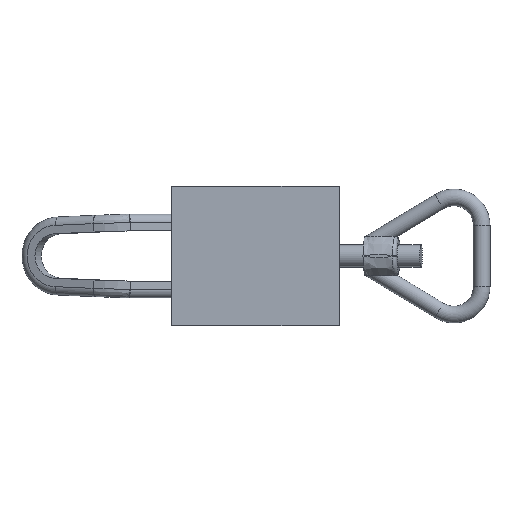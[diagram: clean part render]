
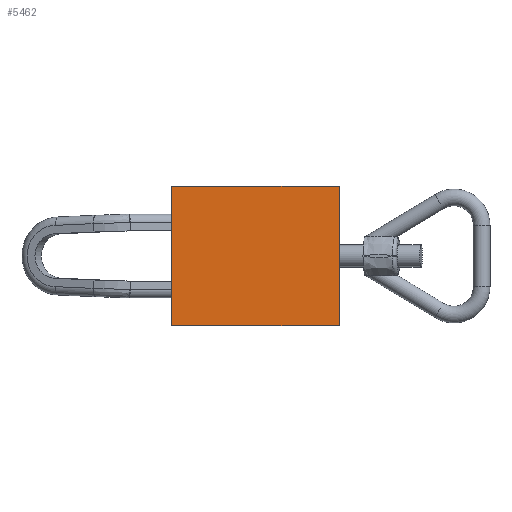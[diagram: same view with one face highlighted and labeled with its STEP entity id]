
A CAD part, front view. The second image highlights one B-rep face of the part: STEP entity #5462.
In plain terms, the highlighted planar face has unit normal (0, -1, 0).
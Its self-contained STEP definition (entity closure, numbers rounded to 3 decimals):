
#68 = VECTOR ( 'NONE', #1802, 1000. ) ;
#136 = PLANE ( 'NONE',  #4526 ) ;
#220 = DIRECTION ( 'NONE',  ( 0., 0., -1. ) ) ;
#260 = VECTOR ( 'NONE', #220, 1000. ) ;
#478 = EDGE_LOOP ( 'NONE', ( #3299, #2600, #3786, #4335 ) ) ;
#816 = CARTESIAN_POINT ( 'NONE',  ( 0., 0., 0. ) ) ;
#883 = FACE_OUTER_BOUND ( 'NONE', #478, .T. ) ;
#891 = CARTESIAN_POINT ( 'NONE',  ( 0., 0., 0. ) ) ;
#1193 = CARTESIAN_POINT ( 'NONE',  ( 0., 0., -50. ) ) ;
#1461 = DIRECTION ( 'NONE',  ( 0., 1., 0. ) ) ;
#1802 = DIRECTION ( 'NONE',  ( 0., 0., 1. ) ) ;
#1858 = DIRECTION ( 'NONE',  ( -1., 0., 0. ) ) ;
#2026 = LINE ( 'NONE', #3796, #68 ) ;
#2067 = DIRECTION ( 'NONE',  ( 1., 0., 0. ) ) ;
#2226 = LINE ( 'NONE', #891, #260 ) ;
#2360 = CARTESIAN_POINT ( 'NONE',  ( -60., 0., -50. ) ) ;
#2600 = ORIENTED_EDGE ( 'NONE', *, *, #5036, .F. ) ;
#2658 = VERTEX_POINT ( 'NONE', #3556 ) ;
#3072 = VERTEX_POINT ( 'NONE', #2360 ) ;
#3183 = LINE ( 'NONE', #1193, #6451 ) ;
#3299 = ORIENTED_EDGE ( 'NONE', *, *, #5516, .F. ) ;
#3406 = CARTESIAN_POINT ( 'NONE',  ( 0., 0., 0. ) ) ;
#3556 = CARTESIAN_POINT ( 'NONE',  ( 0., 0., -50. ) ) ;
#3676 = CARTESIAN_POINT ( 'NONE',  ( 0., 0., 0. ) ) ;
#3786 = ORIENTED_EDGE ( 'NONE', *, *, #5260, .F. ) ;
#3796 = CARTESIAN_POINT ( 'NONE',  ( -60., 0., 0. ) ) ;
#4335 = ORIENTED_EDGE ( 'NONE', *, *, #5288, .F. ) ;
#4410 = VERTEX_POINT ( 'NONE', #5566 ) ;
#4526 = AXIS2_PLACEMENT_3D ( 'NONE', #816, #1461, #6084 ) ;
#5036 = EDGE_CURVE ( 'NONE', #4410, #7337, #5850, .T. ) ;
#5260 = EDGE_CURVE ( 'NONE', #3072, #4410, #2026, .T. ) ;
#5288 = EDGE_CURVE ( 'NONE', #2658, #3072, #3183, .T. ) ;
#5462 = ADVANCED_FACE ( 'NONE', ( #883 ), #136, .F. ) ;
#5516 = EDGE_CURVE ( 'NONE', #7337, #2658, #2226, .T. ) ;
#5566 = CARTESIAN_POINT ( 'NONE',  ( -60., 0., 0. ) ) ;
#5850 = LINE ( 'NONE', #3406, #7064 ) ;
#6084 = DIRECTION ( 'NONE',  ( 0., 0., 1. ) ) ;
#6451 = VECTOR ( 'NONE', #1858, 1000. ) ;
#7064 = VECTOR ( 'NONE', #2067, 1000. ) ;
#7337 = VERTEX_POINT ( 'NONE', #3676 ) ;
